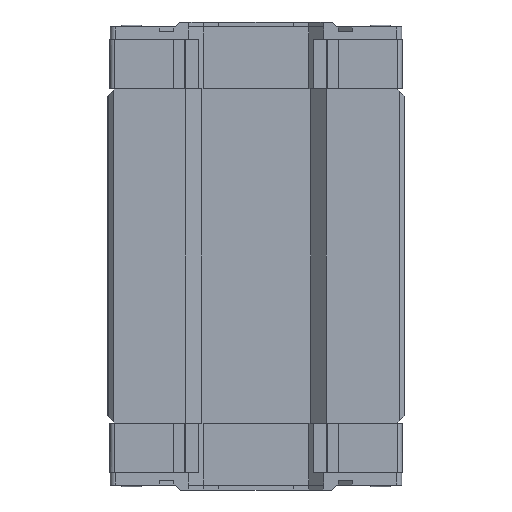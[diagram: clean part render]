
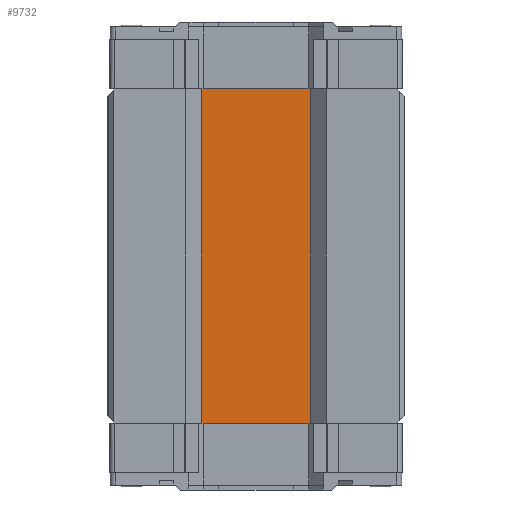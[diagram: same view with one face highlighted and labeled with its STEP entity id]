
A CAD part, front view. The second image highlights one B-rep face of the part: STEP entity #9732.
In plain terms, the highlighted planar face has unit normal (0, -1, 0).
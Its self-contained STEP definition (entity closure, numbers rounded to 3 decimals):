
#560=PLANE('',#10623);
#1074=FACE_OUTER_BOUND('',#1628,.T.);
#1628=EDGE_LOOP('',(#9021,#9022,#9023,#9024));
#2519=LINE('',#15810,#3547);
#2573=LINE('',#15975,#3601);
#2657=LINE('',#16180,#3685);
#2658=LINE('',#16182,#3686);
#3547=VECTOR('',#12976,10.);
#3601=VECTOR('',#13152,10.);
#3685=VECTOR('',#13360,10.);
#3686=VECTOR('',#13363,10.);
#4832=VERTEX_POINT('',#15807);
#4833=VERTEX_POINT('',#15809);
#4882=VERTEX_POINT('',#15972);
#4883=VERTEX_POINT('',#15974);
#6125=EDGE_CURVE('',#4832,#4833,#2519,.T.);
#6207=EDGE_CURVE('',#4882,#4883,#2573,.T.);
#6309=EDGE_CURVE('',#4832,#4883,#2657,.T.);
#6310=EDGE_CURVE('',#4833,#4882,#2658,.T.);
#9021=ORIENTED_EDGE('',*,*,#6309,.T.);
#9022=ORIENTED_EDGE('',*,*,#6207,.F.);
#9023=ORIENTED_EDGE('',*,*,#6310,.F.);
#9024=ORIENTED_EDGE('',*,*,#6125,.F.);
#9732=ADVANCED_FACE('',(#1074),#560,.T.);
#10623=AXIS2_PLACEMENT_3D('',#16181,#13361,#13362);
#12976=DIRECTION('',(-1.,0.,0.));
#13152=DIRECTION('',(1.,0.,0.));
#13360=DIRECTION('',(0.,0.,1.));
#13361=DIRECTION('center_axis',(0.,-1.,0.));
#13362=DIRECTION('ref_axis',(1.,0.,0.));
#13363=DIRECTION('',(0.,0.,1.));
#15807=CARTESIAN_POINT('',(11.27,-8.9,-33.9));
#15809=CARTESIAN_POINT('',(-11.27,-8.9,-33.9));
#15810=CARTESIAN_POINT('',(-11.27,-8.9,-33.9));
#15972=CARTESIAN_POINT('',(-11.27,-8.9,33.9));
#15974=CARTESIAN_POINT('',(11.27,-8.9,33.9));
#15975=CARTESIAN_POINT('',(-11.27,-8.9,33.9));
#16180=CARTESIAN_POINT('',(11.27,-8.9,0.));
#16181=CARTESIAN_POINT('Origin',(-11.27,-8.9,0.));
#16182=CARTESIAN_POINT('',(-11.27,-8.9,0.));
